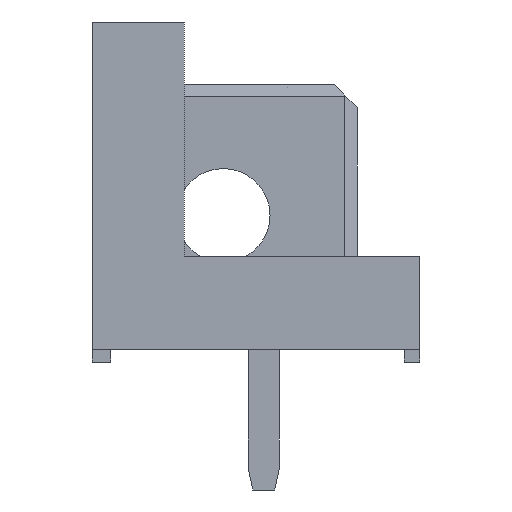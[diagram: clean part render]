
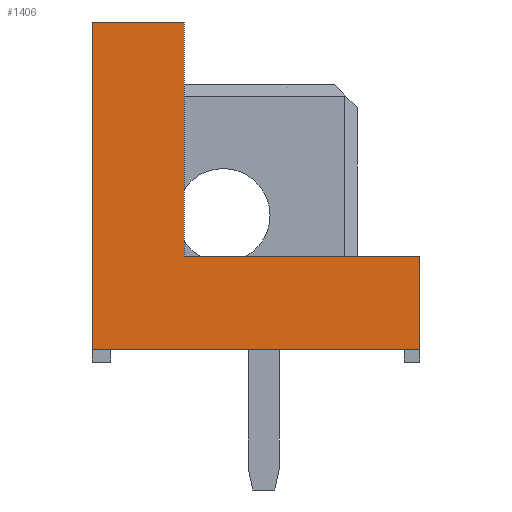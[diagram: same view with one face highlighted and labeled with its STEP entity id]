
A CAD part, left-side view. The second image highlights one B-rep face of the part: STEP entity #1406.
In plain terms, the highlighted planar face has unit normal (-1, 0, 0).
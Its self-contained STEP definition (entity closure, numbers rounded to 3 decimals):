
#1406 = ADVANCED_FACE( '', ( #3081 ), #3082, .F. );
#3081 = FACE_OUTER_BOUND( '', #5077, .T. );
#3082 = PLANE( '', #5078 );
#5077 = EDGE_LOOP( '', ( #9165, #9166, #9167, #9168, #9169, #9170 ) );
#5078 = AXIS2_PLACEMENT_3D( '', #9171, #9172, #9173 );
#9165 = ORIENTED_EDGE( '', *, *, #14140, .F. );
#9166 = ORIENTED_EDGE( '', *, *, #12767, .F. );
#9167 = ORIENTED_EDGE( '', *, *, #13563, .F. );
#9168 = ORIENTED_EDGE( '', *, *, #14141, .F. );
#9169 = ORIENTED_EDGE( '', *, *, #13668, .F. );
#9170 = ORIENTED_EDGE( '', *, *, #14142, .F. );
#9171 = CARTESIAN_POINT( '', ( -35., 0., 0. ) );
#9172 = DIRECTION( '', ( 1., 0., 0. ) );
#9173 = DIRECTION( '', ( 0., 0., -1. ) );
#12767 = EDGE_CURVE( '', #15500, #15502, #15503, .T. );
#13563 = EDGE_CURVE( '', #16830, #15500, #16832, .T. );
#13668 = EDGE_CURVE( '', #17001, #17003, #17004, .T. );
#14140 = EDGE_CURVE( '', #15502, #17657, #17658, .T. );
#14141 = EDGE_CURVE( '', #17003, #16830, #17659, .T. );
#14142 = EDGE_CURVE( '', #17657, #17001, #17660, .T. );
#15500 = VERTEX_POINT( '', #19407 );
#15502 = VERTEX_POINT( '', #19410 );
#15503 = LINE( '', #19411, #19412 );
#16830 = VERTEX_POINT( '', #21398 );
#16832 = LINE( '', #21401, #21402 );
#17001 = VERTEX_POINT( '', #21656 );
#17003 = VERTEX_POINT( '', #21659 );
#17004 = LINE( '', #21660, #21661 );
#17657 = VERTEX_POINT( '', #22678 );
#17658 = LINE( '', #22679, #22680 );
#17659 = LINE( '', #22681, #22682 );
#17660 = LINE( '', #22683, #22684 );
#19407 = CARTESIAN_POINT( '', ( -35., -3.775, -3.75 ) );
#19410 = CARTESIAN_POINT( '', ( -35., -3.775, -6.75 ) );
#19411 = CARTESIAN_POINT( '', ( -35., -3.775, -7.15 ) );
#19412 = VECTOR( '', #24367, 1000. );
#21398 = CARTESIAN_POINT( '', ( -35., 3.775, -3.75 ) );
#21401 = CARTESIAN_POINT( '', ( -35., 3.775, -3.75 ) );
#21402 = VECTOR( '', #25028, 1000. );
#21656 = CARTESIAN_POINT( '', ( -35., 6.725, 3.75 ) );
#21659 = CARTESIAN_POINT( '', ( -35., 3.775, 3.75 ) );
#21660 = CARTESIAN_POINT( '', ( -35., 3.775, 3.75 ) );
#21661 = VECTOR( '', #25121, 1000. );
#22678 = CARTESIAN_POINT( '', ( -35., 6.725, -6.75 ) );
#22679 = CARTESIAN_POINT( '', ( -35., 0., -6.75 ) );
#22680 = VECTOR( '', #25486, 1000. );
#22681 = CARTESIAN_POINT( '', ( -35., 3.775, 3.75 ) );
#22682 = VECTOR( '', #25487, 1000. );
#22683 = CARTESIAN_POINT( '', ( -35., 6.725, 3.75 ) );
#22684 = VECTOR( '', #25488, 1000. );
#24367 = DIRECTION( '', ( 0., 0., -1. ) );
#25028 = DIRECTION( '', ( 0., -1., 0. ) );
#25121 = DIRECTION( '', ( 0., -1., 0. ) );
#25486 = DIRECTION( '', ( 0., 1., 0. ) );
#25487 = DIRECTION( '', ( 0., 0., -1. ) );
#25488 = DIRECTION( '', ( 0., 0., 1. ) );
